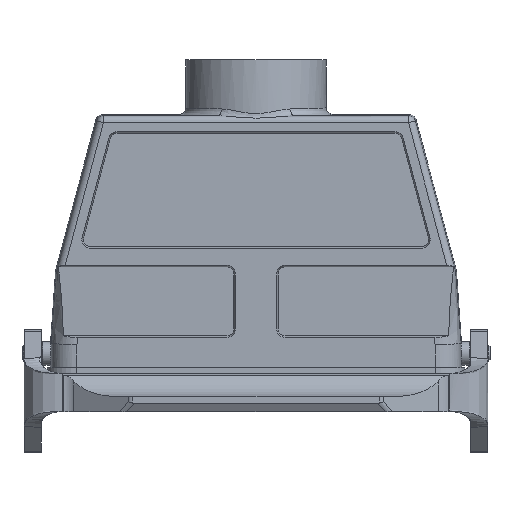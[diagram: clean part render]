
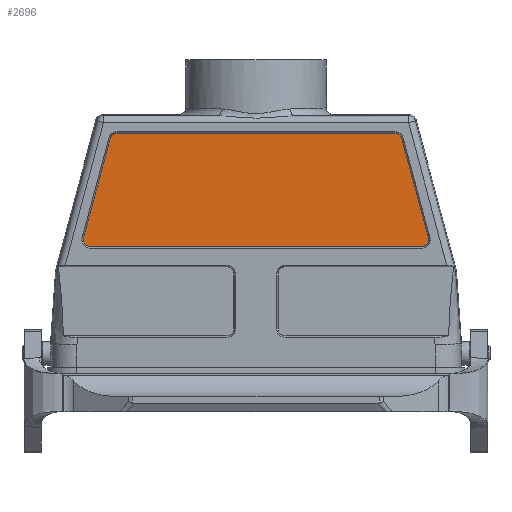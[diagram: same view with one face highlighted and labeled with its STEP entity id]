
A CAD part, front view. The second image highlights one B-rep face of the part: STEP entity #2696.
In plain terms, the highlighted planar face has unit normal (0, -1, 0).
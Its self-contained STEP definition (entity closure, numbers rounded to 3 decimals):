
#2142=CIRCLE('',#10676,2.063);
#2143=CIRCLE('',#10677,2.063);
#2144=CIRCLE('',#10678,2.063);
#2145=CIRCLE('',#10679,2.063);
#2365=PLANE('',#10680);
#2696=ADVANCED_FACE('',(#3204),#2365,.T.);
#3204=FACE_OUTER_BOUND('',#3690,.T.);
#3690=EDGE_LOOP('',(#6418,#6419,#6420,#6421,#6422,#6423,#6424,#6425));
#4442=LINE('',#16538,#5175);
#4443=LINE('',#16543,#5176);
#4444=LINE('',#16547,#5177);
#4445=LINE('',#16551,#5178);
#5175=VECTOR('',#12082,1.);
#5176=VECTOR('',#12085,1.);
#5177=VECTOR('',#12088,1.);
#5178=VECTOR('',#12091,1.);
#6418=ORIENTED_EDGE('',*,*,#9346,.T.);
#6419=ORIENTED_EDGE('',*,*,#9347,.T.);
#6420=ORIENTED_EDGE('',*,*,#9348,.F.);
#6421=ORIENTED_EDGE('',*,*,#9349,.F.);
#6422=ORIENTED_EDGE('',*,*,#9350,.F.);
#6423=ORIENTED_EDGE('',*,*,#9351,.T.);
#6424=ORIENTED_EDGE('',*,*,#9352,.T.);
#6425=ORIENTED_EDGE('',*,*,#9353,.T.);
#8442=VERTEX_POINT('',#16539);
#8443=VERTEX_POINT('',#16540);
#8444=VERTEX_POINT('',#16542);
#8445=VERTEX_POINT('',#16544);
#8446=VERTEX_POINT('',#16546);
#8447=VERTEX_POINT('',#16548);
#8448=VERTEX_POINT('',#16550);
#8449=VERTEX_POINT('',#16552);
#9346=EDGE_CURVE('',#8442,#8443,#4442,.T.);
#9347=EDGE_CURVE('',#8443,#8444,#2142,.T.);
#9348=EDGE_CURVE('',#8445,#8444,#4443,.T.);
#9349=EDGE_CURVE('',#8446,#8445,#2143,.T.);
#9350=EDGE_CURVE('',#8447,#8446,#4444,.T.);
#9351=EDGE_CURVE('',#8447,#8448,#2144,.T.);
#9352=EDGE_CURVE('',#8448,#8449,#4445,.T.);
#9353=EDGE_CURVE('',#8449,#8442,#2145,.T.);
#10676=AXIS2_PLACEMENT_3D('',#16541,#12083,#12084);
#10677=AXIS2_PLACEMENT_3D('',#16545,#12086,#12087);
#10678=AXIS2_PLACEMENT_3D('',#16549,#12089,#12090);
#10679=AXIS2_PLACEMENT_3D('',#16553,#12092,#12093);
#10680=AXIS2_PLACEMENT_3D('',#16554,#12094,#12095);
#12082=DIRECTION('',(1.,0.,0.));
#12083=DIRECTION('',(0.,-1.,0.));
#12084=DIRECTION('',(0.,0.,-1.));
#12085=DIRECTION('',(0.259,0.,-0.966));
#12086=DIRECTION('',(0.,1.,0.));
#12087=DIRECTION('',(0.,0.,-1.));
#12088=DIRECTION('',(1.,0.,0.));
#12089=DIRECTION('',(0.,-1.,0.));
#12090=DIRECTION('',(0.,0.,-1.));
#12091=DIRECTION('',(-0.259,0.,-0.966));
#12092=DIRECTION('',(0.,-1.,0.));
#12093=DIRECTION('',(0.,0.,-1.));
#12094=DIRECTION('',(0.,-1.,0.));
#12095=DIRECTION('',(0.,0.,-1.));
#16538=CARTESIAN_POINT('',(0.,-20.3,28.287));
#16539=CARTESIAN_POINT('',(-48.324,-20.3,28.287));
#16540=CARTESIAN_POINT('',(48.324,-20.3,28.287));
#16541=CARTESIAN_POINT('',(48.324,-20.3,30.35));
#16542=CARTESIAN_POINT('',(50.317,-20.3,30.884));
#16543=CARTESIAN_POINT('',(51.16,-20.3,27.737));
#16544=CARTESIAN_POINT('',(42.546,-20.3,59.884));
#16545=CARTESIAN_POINT('',(40.553,-20.3,59.35));
#16546=CARTESIAN_POINT('',(40.553,-20.3,61.413));
#16547=CARTESIAN_POINT('',(42.472,-20.3,61.413));
#16548=CARTESIAN_POINT('',(-40.553,-20.3,61.413));
#16549=CARTESIAN_POINT('',(-40.553,-20.3,59.35));
#16550=CARTESIAN_POINT('',(-42.546,-20.3,59.884));
#16551=CARTESIAN_POINT('',(-54.667,-20.3,14.648));
#16552=CARTESIAN_POINT('',(-50.317,-20.3,30.884));
#16553=CARTESIAN_POINT('',(-48.324,-20.3,30.35));
#16554=CARTESIAN_POINT('',(0.,-20.3,0.));
